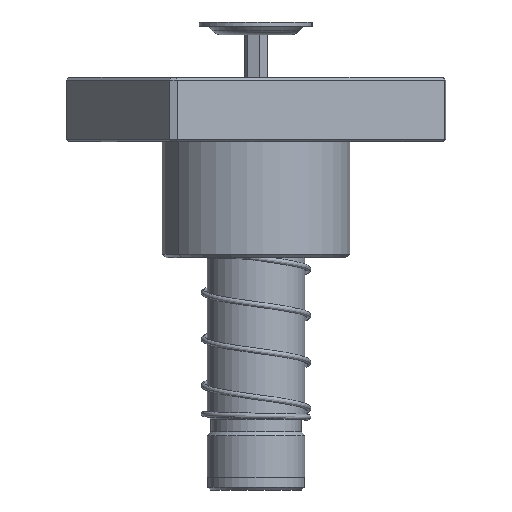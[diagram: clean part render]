
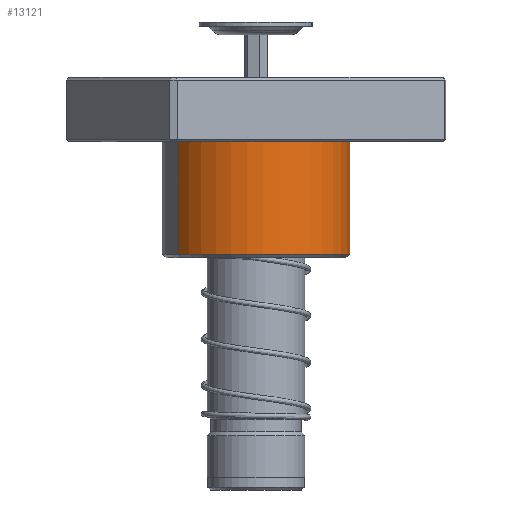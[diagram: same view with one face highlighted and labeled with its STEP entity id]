
A CAD part, front view. The second image highlights one B-rep face of the part: STEP entity #13121.
In plain terms, the highlighted cylindrical face has radius 36.5 mm (diameter 73 mm), a partial arc.
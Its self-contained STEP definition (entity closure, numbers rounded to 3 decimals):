
#106 = DIRECTION ( 'NONE',  ( 0., 0., -1. ) ) ;
#1120 = CARTESIAN_POINT ( 'NONE',  ( 0., 0., 25. ) ) ;
#2009 = DIRECTION ( 'NONE',  ( 0., 0., -1. ) ) ;
#2316 = AXIS2_PLACEMENT_3D ( 'NONE', #14509, #34327, #34701 ) ;
#4101 = VERTEX_POINT ( 'NONE', #18968 ) ;
#4750 = VERTEX_POINT ( 'NONE', #33073 ) ;
#6199 = CIRCLE ( 'NONE', #2316, 36.5 ) ;
#7601 = DIRECTION ( 'NONE',  ( 1., 0., 0. ) ) ;
#8831 = EDGE_LOOP ( 'NONE', ( #15690, #31046, #33125, #11831, #16844 ) ) ;
#9089 = DIRECTION ( 'NONE',  ( 0., 0., -1. ) ) ;
#10004 = LINE ( 'NONE', #30474, #13556 ) ;
#10850 = EDGE_CURVE ( 'NONE', #22808, #35165, #27685, .T. ) ;
#11831 = ORIENTED_EDGE ( 'NONE', *, *, #28094, .T. ) ;
#13121 = ADVANCED_FACE ( 'NONE', ( #17286 ), #19935, .T. ) ;
#13556 = VECTOR ( 'NONE', #2009, 1000. ) ;
#14509 = CARTESIAN_POINT ( 'NONE',  ( 0., 0., 25. ) ) ;
#15690 = ORIENTED_EDGE ( 'NONE', *, *, #10850, .F. ) ;
#15717 = DIRECTION ( 'NONE',  ( 1., 0., 0. ) ) ;
#16305 = CARTESIAN_POINT ( 'NONE',  ( 36.5, 0., 68.5 ) ) ;
#16844 = ORIENTED_EDGE ( 'NONE', *, *, #29818, .T. ) ;
#17260 = CARTESIAN_POINT ( 'NONE',  ( 0., 0., 70. ) ) ;
#17286 = FACE_OUTER_BOUND ( 'NONE', #8831, .T. ) ;
#18108 = AXIS2_PLACEMENT_3D ( 'NONE', #17260, #106, #28747 ) ;
#18968 = CARTESIAN_POINT ( 'NONE',  ( -36.5, 0., 68.5 ) ) ;
#19935 = CYLINDRICAL_SURFACE ( 'NONE', #18108, 36.5 ) ;
#20239 = EDGE_CURVE ( 'NONE', #22808, #4101, #24319, .T. ) ;
#20244 = EDGE_CURVE ( 'NONE', #4101, #4750, #10004, .T. ) ;
#21418 = VECTOR ( 'NONE', #9089, 1000. ) ;
#21598 = DIRECTION ( 'NONE',  ( 0., 0., 1. ) ) ;
#22808 = VERTEX_POINT ( 'NONE', #16305 ) ;
#24319 = CIRCLE ( 'NONE', #29195, 36.5 ) ;
#26252 = AXIS2_PLACEMENT_3D ( 'NONE', #1120, #21598, #15717 ) ;
#26922 = CIRCLE ( 'NONE', #26252, 36.5 ) ;
#27494 = CARTESIAN_POINT ( 'NONE',  ( 0., 0., 68.5 ) ) ;
#27685 = LINE ( 'NONE', #33560, #21418 ) ;
#28094 = EDGE_CURVE ( 'NONE', #4750, #34906, #26922, .T. ) ;
#28747 = DIRECTION ( 'NONE',  ( -1., 0., 0. ) ) ;
#29195 = AXIS2_PLACEMENT_3D ( 'NONE', #27494, #30596, #7601 ) ;
#29818 = EDGE_CURVE ( 'NONE', #34906, #35165, #6199, .T. ) ;
#30474 = CARTESIAN_POINT ( 'NONE',  ( -36.5, 0., 70. ) ) ;
#30596 = DIRECTION ( 'NONE',  ( 0., 0., -1. ) ) ;
#31046 = ORIENTED_EDGE ( 'NONE', *, *, #20239, .T. ) ;
#31935 = CARTESIAN_POINT ( 'NONE',  ( 0., -36.5, 25. ) ) ;
#33073 = CARTESIAN_POINT ( 'NONE',  ( -36.5, 0., 25. ) ) ;
#33125 = ORIENTED_EDGE ( 'NONE', *, *, #20244, .T. ) ;
#33560 = CARTESIAN_POINT ( 'NONE',  ( 36.5, 0., 70. ) ) ;
#34327 = DIRECTION ( 'NONE',  ( 0., 0., 1. ) ) ;
#34701 = DIRECTION ( 'NONE',  ( 1., 0., 0. ) ) ;
#34906 = VERTEX_POINT ( 'NONE', #31935 ) ;
#35165 = VERTEX_POINT ( 'NONE', #35628 ) ;
#35628 = CARTESIAN_POINT ( 'NONE',  ( 36.5, 0., 25. ) ) ;
